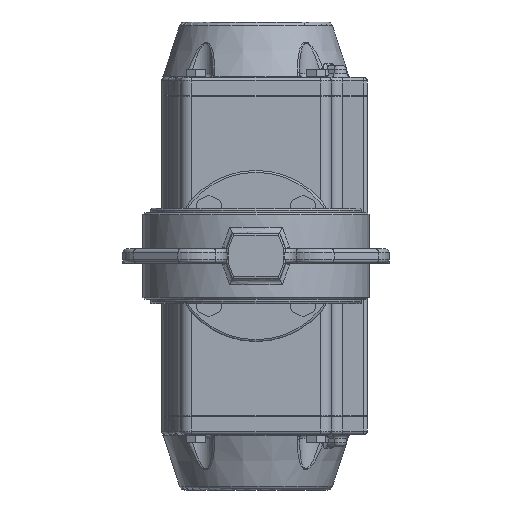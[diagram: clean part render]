
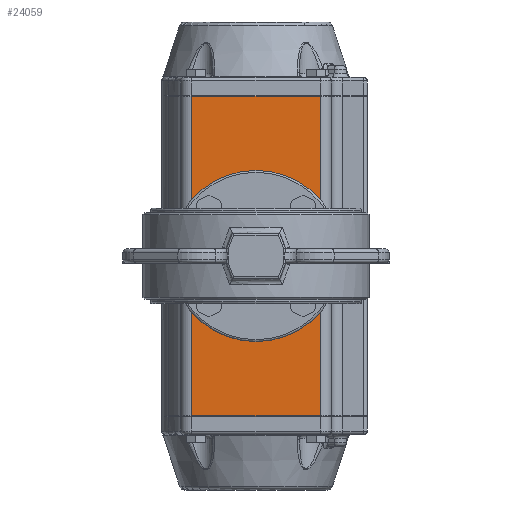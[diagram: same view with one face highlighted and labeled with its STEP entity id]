
A CAD part, front view. The second image highlights one B-rep face of the part: STEP entity #24059.
In plain terms, the highlighted planar face has unit normal (0, -1, 0).
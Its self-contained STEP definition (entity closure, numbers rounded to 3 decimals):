
#3077=LINE('',#53873,#4497);
#3078=LINE('',#53877,#4498);
#3079=LINE('',#53879,#4499);
#3080=LINE('',#53881,#4500);
#4497=VECTOR('',#32232,1000.);
#4498=VECTOR('',#32237,1000.);
#4499=VECTOR('',#32238,1000.);
#4500=VECTOR('',#32239,1000.);
#10631=ORIENTED_EDGE('',*,*,#14210,.F.);
#10632=ORIENTED_EDGE('',*,*,#14212,.T.);
#10633=ORIENTED_EDGE('',*,*,#14213,.T.);
#10634=ORIENTED_EDGE('',*,*,#14214,.T.);
#10635=ORIENTED_EDGE('',*,*,#13507,.T.);
#10636=ORIENTED_EDGE('',*,*,#13506,.F.);
#10637=ORIENTED_EDGE('',*,*,#13504,.F.);
#10638=ORIENTED_EDGE('',*,*,#13502,.F.);
#10639=ORIENTED_EDGE('',*,*,#13500,.F.);
#10640=ORIENTED_EDGE('',*,*,#13498,.F.);
#10641=ORIENTED_EDGE('',*,*,#13496,.F.);
#10642=ORIENTED_EDGE('',*,*,#13494,.F.);
#10643=ORIENTED_EDGE('',*,*,#13492,.F.);
#13492=EDGE_CURVE('',#16000,#16000,#17293,.T.);
#13494=EDGE_CURVE('',#16003,#16003,#17295,.T.);
#13496=EDGE_CURVE('',#16006,#16006,#17297,.T.);
#13498=EDGE_CURVE('',#16009,#16009,#17299,.T.);
#13500=EDGE_CURVE('',#16012,#16012,#17301,.T.);
#13502=EDGE_CURVE('',#16015,#16015,#17303,.T.);
#13504=EDGE_CURVE('',#16018,#16018,#17305,.T.);
#13506=EDGE_CURVE('',#16021,#16021,#17307,.T.);
#13507=EDGE_CURVE('',#16022,#16022,#17308,.T.);
#14210=EDGE_CURVE('',#16481,#16482,#3077,.T.);
#14212=EDGE_CURVE('',#16481,#16483,#3078,.T.);
#14213=EDGE_CURVE('',#16483,#16484,#3079,.T.);
#14214=EDGE_CURVE('',#16484,#16482,#3080,.T.);
#16000=VERTEX_POINT('',#47668);
#16003=VERTEX_POINT('',#47675);
#16006=VERTEX_POINT('',#47682);
#16009=VERTEX_POINT('',#47689);
#16012=VERTEX_POINT('',#47696);
#16015=VERTEX_POINT('',#47703);
#16018=VERTEX_POINT('',#47710);
#16021=VERTEX_POINT('',#47717);
#16022=VERTEX_POINT('',#47720);
#16481=VERTEX_POINT('',#53872);
#16482=VERTEX_POINT('',#53874);
#16483=VERTEX_POINT('',#53878);
#16484=VERTEX_POINT('',#53880);
#17293=CIRCLE('',#25852,2.5);
#17295=CIRCLE('',#25856,2.5);
#17297=CIRCLE('',#25860,2.5);
#17299=CIRCLE('',#25864,2.5);
#17301=CIRCLE('',#25868,3.4);
#17303=CIRCLE('',#25872,3.4);
#17305=CIRCLE('',#25876,3.4);
#17307=CIRCLE('',#25880,3.4);
#17308=CIRCLE('',#25882,20.5);
#19252=EDGE_LOOP('',(#10631,#10632,#10633,#10634));
#19253=EDGE_LOOP('',(#10635));
#19254=EDGE_LOOP('',(#10636));
#19255=EDGE_LOOP('',(#10637));
#19256=EDGE_LOOP('',(#10638));
#19257=EDGE_LOOP('',(#10639));
#19258=EDGE_LOOP('',(#10640));
#19259=EDGE_LOOP('',(#10641));
#19260=EDGE_LOOP('',(#10642));
#19261=EDGE_LOOP('',(#10643));
#20987=FACE_BOUND('',#19252,.T.);
#20988=FACE_BOUND('',#19253,.T.);
#20989=FACE_BOUND('',#19254,.T.);
#20990=FACE_BOUND('',#19255,.T.);
#20991=FACE_BOUND('',#19256,.T.);
#20992=FACE_BOUND('',#19257,.T.);
#20993=FACE_BOUND('',#19258,.T.);
#20994=FACE_BOUND('',#19259,.T.);
#20995=FACE_BOUND('',#19260,.T.);
#20996=FACE_BOUND('',#19261,.T.);
#21550=PLANE('',#26430);
#24059=ADVANCED_FACE('',(#20987,#20988,#20989,#20990,#20991,#20992,#20993,
#20994,#20995,#20996),#21550,.F.);
#25852=AXIS2_PLACEMENT_3D('',#47667,#30855,#30856);
#25856=AXIS2_PLACEMENT_3D('',#47674,#30863,#30864);
#25860=AXIS2_PLACEMENT_3D('',#47681,#30871,#30872);
#25864=AXIS2_PLACEMENT_3D('',#47688,#30879,#30880);
#25868=AXIS2_PLACEMENT_3D('',#47695,#30887,#30888);
#25872=AXIS2_PLACEMENT_3D('',#47702,#30895,#30896);
#25876=AXIS2_PLACEMENT_3D('',#47709,#30903,#30904);
#25880=AXIS2_PLACEMENT_3D('',#47716,#30911,#30912);
#25882=AXIS2_PLACEMENT_3D('',#47719,#30915,#30916);
#26430=AXIS2_PLACEMENT_3D('',#53876,#32235,#32236);
#30855=DIRECTION('',(0.,-1.,0.));
#30856=DIRECTION('',(0.,0.,-1.));
#30863=DIRECTION('',(0.,-1.,0.));
#30864=DIRECTION('',(0.,0.,-1.));
#30871=DIRECTION('',(0.,-1.,0.));
#30872=DIRECTION('',(0.,0.,-1.));
#30879=DIRECTION('',(0.,-1.,0.));
#30880=DIRECTION('',(0.,0.,-1.));
#30887=DIRECTION('',(0.,-1.,0.));
#30888=DIRECTION('',(0.,0.,-1.));
#30895=DIRECTION('',(0.,-1.,0.));
#30896=DIRECTION('',(0.,0.,-1.));
#30903=DIRECTION('',(0.,-1.,0.));
#30904=DIRECTION('',(0.,0.,-1.));
#30911=DIRECTION('',(0.,-1.,0.));
#30912=DIRECTION('',(0.,0.,-1.));
#30915=DIRECTION('',(0.,1.,0.));
#30916=DIRECTION('',(-1.,0.,0.));
#32232=DIRECTION('',(0.,0.,-1.));
#32235=DIRECTION('',(0.,1.,0.));
#32236=DIRECTION('',(1.,0.,0.));
#32237=DIRECTION('',(-1.,0.,0.));
#32238=DIRECTION('',(0.,0.,-1.));
#32239=DIRECTION('',(1.,0.,0.));
#47667=CARTESIAN_POINT('',(-17.678,-58.,-17.678));
#47668=CARTESIAN_POINT('',(-17.678,-58.,-20.178));
#47674=CARTESIAN_POINT('',(17.678,-58.,-17.678));
#47675=CARTESIAN_POINT('',(17.678,-58.,-20.178));
#47681=CARTESIAN_POINT('',(17.678,-58.,17.678));
#47682=CARTESIAN_POINT('',(17.678,-58.,15.178));
#47688=CARTESIAN_POINT('',(-17.678,-58.,17.678));
#47689=CARTESIAN_POINT('',(-17.678,-58.,15.178));
#47695=CARTESIAN_POINT('',(-24.749,-58.,-24.749));
#47696=CARTESIAN_POINT('',(-24.749,-58.,-28.149));
#47702=CARTESIAN_POINT('',(24.749,-58.,-24.749));
#47703=CARTESIAN_POINT('',(24.749,-58.,-28.149));
#47709=CARTESIAN_POINT('',(24.749,-58.,24.749));
#47710=CARTESIAN_POINT('',(24.749,-58.,21.349));
#47716=CARTESIAN_POINT('',(-24.749,-58.,24.749));
#47717=CARTESIAN_POINT('',(-24.749,-58.,21.349));
#47719=CARTESIAN_POINT('',(0.,-58.,0.));
#47720=CARTESIAN_POINT('',(-20.5,-58.,0.));
#53872=CARTESIAN_POINT('',(33.75,-58.,84.));
#53873=CARTESIAN_POINT('',(33.75,-58.,84.5));
#53874=CARTESIAN_POINT('',(33.75,-58.,-84.));
#53876=CARTESIAN_POINT('',(33.75,-58.,84.5));
#53877=CARTESIAN_POINT('',(-33.75,-58.,84.));
#53878=CARTESIAN_POINT('',(-33.75,-58.,84.));
#53879=CARTESIAN_POINT('',(-33.75,-58.,84.5));
#53880=CARTESIAN_POINT('',(-33.75,-58.,-84.));
#53881=CARTESIAN_POINT('',(33.75,-58.,-84.));
